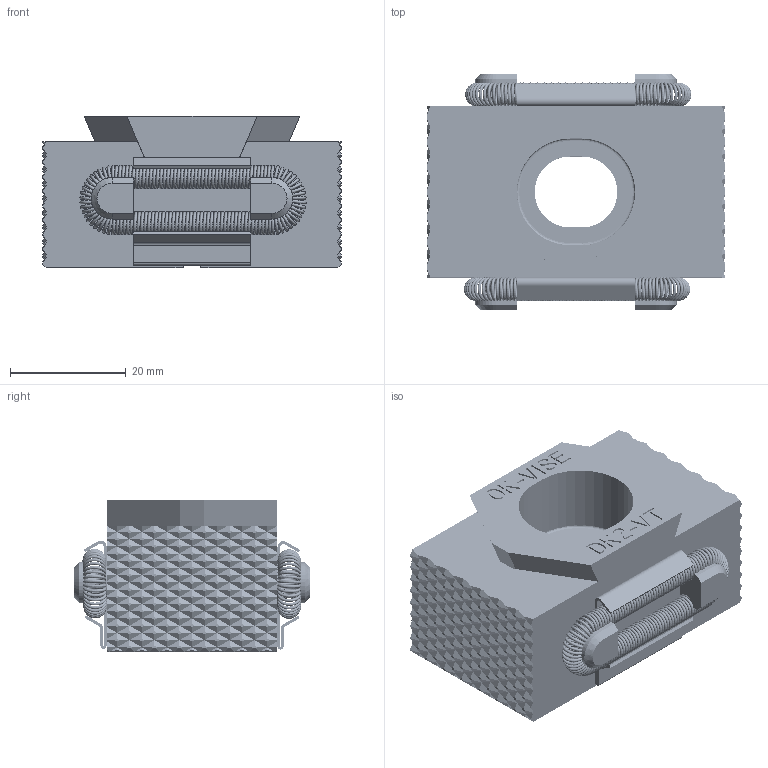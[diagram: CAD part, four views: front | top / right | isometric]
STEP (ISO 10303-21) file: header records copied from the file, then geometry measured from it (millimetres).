
FILE_DESCRIPTION((''),'2;1');
FILE_NAME('DK2-VT+5.stp','2011-11-22T12:35:15',('tuuja'),(''),'Autodesk Inventor 2010','Autodesk Inventor 2010','');
FILE_SCHEMA(('AUTOMOTIVE_DESIGN { 1 0 10303 214 1 1 1 1 }'));
Length unit declared in the file: millimetre
Products named in the file (7): DK2-VT+5; KIDK2-VT; PLDK2-VT+5; SID; JDK; JDK P S; JDK-PÄÄTY
Assembly tree (9 placements, depth 3):
  DK2-VT+5
    KIDK2-VT
    PLDK2-VT+5  x2
    SID  x2
    JDK  x2
      JDK P S
      JDK-PÄÄTY
Bounding box: 51.7 x 41 x 26.22 mm (x, y, z)
Volume: 30562 mm3; surface area: 18174.8 mm2
Topology: 9 solids, 9 shells, 2586 faces, 6138 edges, 3414 vertices
Faces by surface type: plane 1844, torus 536, bspline 172, cylinder 32, cone 2
Entity records: 39172 total; most frequent: CARTESIAN_POINT 10434, DIRECTION 5656, ORIENTED_EDGE 5652, EDGE_CURVE 2826, AXIS2_PLACEMENT_3D 1901, VECTOR 1854, LINE 1854, EDGE_LOOP 1689
